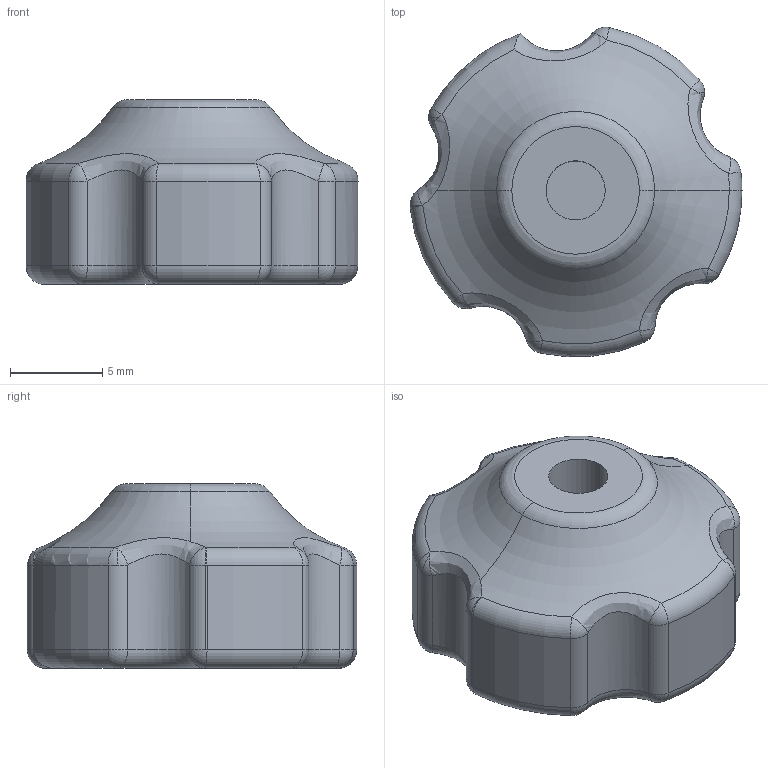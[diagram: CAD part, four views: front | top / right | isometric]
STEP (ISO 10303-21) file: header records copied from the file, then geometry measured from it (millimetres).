
FILE_DESCRIPTION (( 'STEP AP214' ), '1' );
FILE_NAME ('Aperto Estrela.STEP', '2022-03-10T20:29:59', ( '' ), ( '' ), 'SwSTEP 2.0', 'SolidWorks 2018', '' );
FILE_SCHEMA (( 'AUTOMOTIVE_DESIGN' ));
Length unit declared in the file: millimetre
Products named in the file (2): Aperto Estrela
Bounding box: 17.96 x 17.82 x 10 mm (x, y, z)
Volume: 1801.4 mm3; surface area: 933.3 mm2
Topology: 1 solids, 1 shells, 74 faces, 164 edges, 87 vertices
Faces by surface type: cylinder 23, sphere 22, torus 21, bspline 5, plane 3
Entity records: 2341 total; most frequent: CARTESIAN_POINT 709, DIRECTION 393, ORIENTED_EDGE 304, AXIS2_PLACEMENT_3D 185, EDGE_CURVE 152, CIRCLE 114, VERTEX_POINT 81, EDGE_LOOP 75
